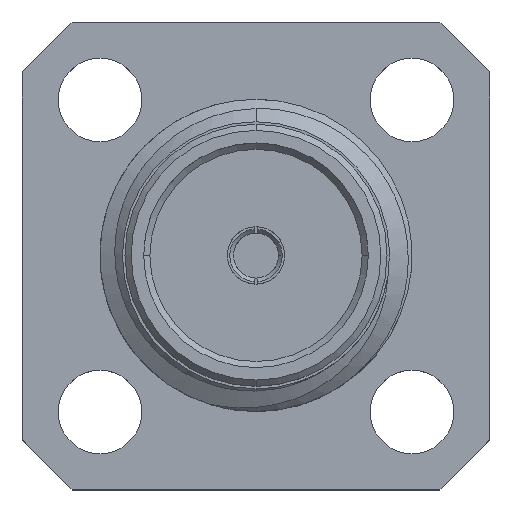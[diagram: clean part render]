
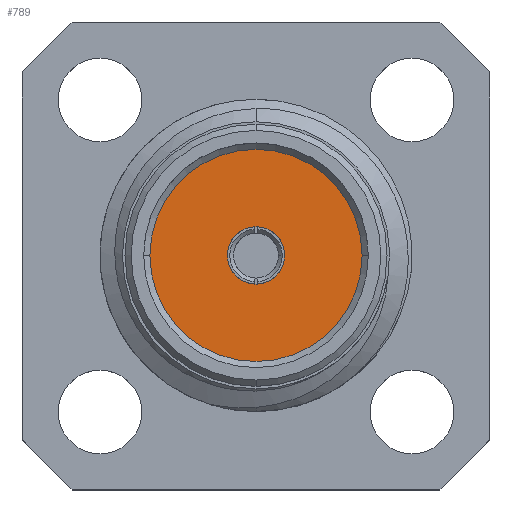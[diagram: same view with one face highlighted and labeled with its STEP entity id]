
A CAD part, top view. The second image highlights one B-rep face of the part: STEP entity #789.
In plain terms, the highlighted planar face has unit normal (0, 0, 1).
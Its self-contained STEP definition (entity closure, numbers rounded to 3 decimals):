
#27 = DIRECTION ( 'NONE',  ( 1., 0., 0. ) ) ;
#184 = CARTESIAN_POINT ( 'NONE',  ( -0.584, 0., 5.87 ) ) ;
#187 = DIRECTION ( 'NONE',  ( 0., 0., 1. ) ) ;
#200 = EDGE_CURVE ( 'NONE', #4620, #4372, #2435, .T. ) ;
#415 = CARTESIAN_POINT ( 'NONE',  ( 0., 0., 5.87 ) ) ;
#531 = ORIENTED_EDGE ( 'NONE', *, *, #4698, .T. ) ;
#769 = EDGE_CURVE ( 'NONE', #4372, #4620, #1019, .T. ) ;
#789 = ADVANCED_FACE ( 'NONE', ( #1600, #2307 ), #2008, .T. ) ;
#940 = DIRECTION ( 'NONE',  ( 0., 0., 1. ) ) ;
#1019 = CIRCLE ( 'NONE', #4540, 0.584 ) ;
#1043 = CARTESIAN_POINT ( 'NONE',  ( -2.159, 0., 5.87 ) ) ;
#1162 = CIRCLE ( 'NONE', #3135, 2.159 ) ;
#1176 = EDGE_LOOP ( 'NONE', ( #2789, #531 ) ) ;
#1185 = DIRECTION ( 'NONE',  ( 0., 0., 1. ) ) ;
#1383 = AXIS2_PLACEMENT_3D ( 'NONE', #4453, #940, #1660 ) ;
#1413 = CARTESIAN_POINT ( 'NONE',  ( 2.159, 0., 5.87 ) ) ;
#1549 = CIRCLE ( 'NONE', #1803, 2.159 ) ;
#1600 = FACE_BOUND ( 'NONE', #1630, .T. ) ;
#1630 = EDGE_LOOP ( 'NONE', ( #2923, #2290 ) ) ;
#1660 = DIRECTION ( 'NONE',  ( 1., 0., 0. ) ) ;
#1667 = VERTEX_POINT ( 'NONE', #1413 ) ;
#1677 = VERTEX_POINT ( 'NONE', #1043 ) ;
#1778 = DIRECTION ( 'NONE',  ( 1., 0., 0. ) ) ;
#1803 = AXIS2_PLACEMENT_3D ( 'NONE', #3030, #2207, #1778 ) ;
#2000 = DIRECTION ( 'NONE',  ( 0., 0., 1. ) ) ;
#2008 = PLANE ( 'NONE',  #4783 ) ;
#2207 = DIRECTION ( 'NONE',  ( 0., 0., 1. ) ) ;
#2290 = ORIENTED_EDGE ( 'NONE', *, *, #200, .F. ) ;
#2307 = FACE_OUTER_BOUND ( 'NONE', #1176, .T. ) ;
#2361 = CARTESIAN_POINT ( 'NONE',  ( 0.584, 0., 5.87 ) ) ;
#2435 = CIRCLE ( 'NONE', #1383, 0.584 ) ;
#2789 = ORIENTED_EDGE ( 'NONE', *, *, #3482, .T. ) ;
#2923 = ORIENTED_EDGE ( 'NONE', *, *, #769, .F. ) ;
#2938 = CARTESIAN_POINT ( 'NONE',  ( 0., 0., 5.87 ) ) ;
#3030 = CARTESIAN_POINT ( 'NONE',  ( 0., 0., 5.87 ) ) ;
#3135 = AXIS2_PLACEMENT_3D ( 'NONE', #3977, #2000, #3568 ) ;
#3482 = EDGE_CURVE ( 'NONE', #1667, #1677, #1162, .T. ) ;
#3568 = DIRECTION ( 'NONE',  ( 1., 0., 0. ) ) ;
#3977 = CARTESIAN_POINT ( 'NONE',  ( 0., 0., 5.87 ) ) ;
#4372 = VERTEX_POINT ( 'NONE', #2361 ) ;
#4418 = DIRECTION ( 'NONE',  ( 1., 0., 0. ) ) ;
#4453 = CARTESIAN_POINT ( 'NONE',  ( 0., 0., 5.87 ) ) ;
#4540 = AXIS2_PLACEMENT_3D ( 'NONE', #415, #1185, #27 ) ;
#4620 = VERTEX_POINT ( 'NONE', #184 ) ;
#4698 = EDGE_CURVE ( 'NONE', #1677, #1667, #1549, .T. ) ;
#4783 = AXIS2_PLACEMENT_3D ( 'NONE', #2938, #187, #4418 ) ;
